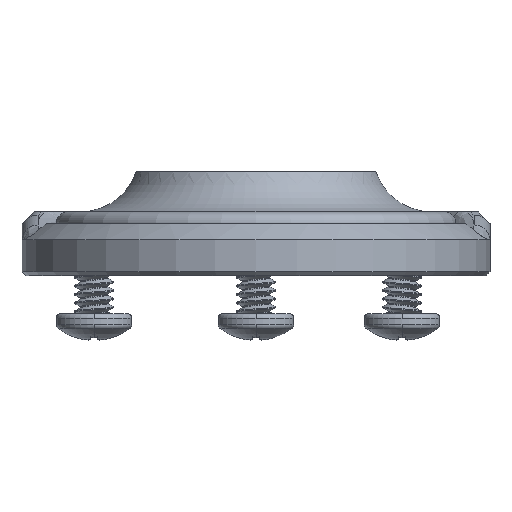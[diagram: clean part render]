
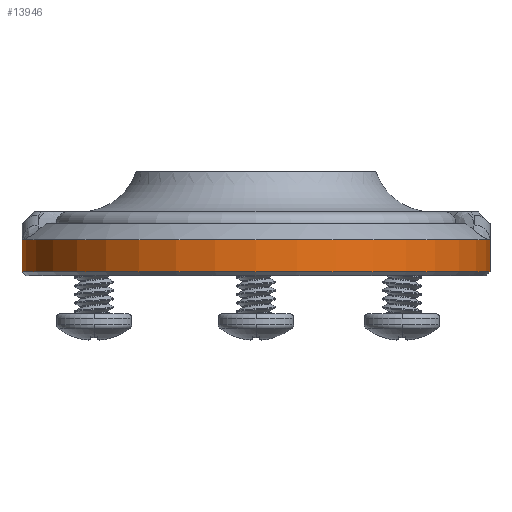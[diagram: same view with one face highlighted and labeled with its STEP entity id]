
A CAD part, front view. The second image highlights one B-rep face of the part: STEP entity #13946.
In plain terms, the highlighted cylindrical face has radius 29.25 mm (diameter 58.5 mm), a partial arc.
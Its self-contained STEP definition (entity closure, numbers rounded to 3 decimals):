
#1152=CYLINDRICAL_SURFACE('',#14895,29.25);
#1736=FACE_OUTER_BOUND('',#2485,.T.);
#2485=EDGE_LOOP('',(#11744,#11745,#11746,#11747));
#3668=LINE('',#26502,#4806);
#3673=LINE('',#26566,#4811);
#4806=VECTOR('',#17322,10.);
#4811=VECTOR('',#17343,10.);
#5480=CIRCLE('',#14896,29.25);
#5481=CIRCLE('',#14897,29.25);
#6630=VERTEX_POINT('',#26497);
#6631=VERTEX_POINT('',#26501);
#6637=VERTEX_POINT('',#26563);
#6638=VERTEX_POINT('',#26565);
#8450=EDGE_CURVE('',#6631,#6630,#3668,.T.);
#8461=EDGE_CURVE('',#6637,#6630,#5480,.T.);
#8462=EDGE_CURVE('',#6638,#6637,#3673,.T.);
#8463=EDGE_CURVE('',#6631,#6638,#5481,.T.);
#11744=ORIENTED_EDGE('',*,*,#8461,.F.);
#11745=ORIENTED_EDGE('',*,*,#8462,.F.);
#11746=ORIENTED_EDGE('',*,*,#8463,.F.);
#11747=ORIENTED_EDGE('',*,*,#8450,.T.);
#13946=ADVANCED_FACE('',(#1736),#1152,.T.);
#14895=AXIS2_PLACEMENT_3D('',#26562,#17339,#17340);
#14896=AXIS2_PLACEMENT_3D('',#26564,#17341,#17342);
#14897=AXIS2_PLACEMENT_3D('',#26567,#17344,#17345);
#17322=DIRECTION('',(0.,0.,1.));
#17339=DIRECTION('center_axis',(0.,0.,1.));
#17340=DIRECTION('ref_axis',(-1.,0.,0.));
#17341=DIRECTION('center_axis',(0.,0.,1.));
#17342=DIRECTION('ref_axis',(-1.,0.,0.));
#17343=DIRECTION('',(0.,0.,1.));
#17344=DIRECTION('center_axis',(0.,0.,-1.));
#17345=DIRECTION('ref_axis',(-1.,0.,0.));
#26497=CARTESIAN_POINT('',(29.25,-94.5,4.5));
#26501=CARTESIAN_POINT('',(29.25,-94.5,0.5));
#26502=CARTESIAN_POINT('',(29.25,-94.5,0.));
#26562=CARTESIAN_POINT('Origin',(0.,-94.5,0.));
#26563=CARTESIAN_POINT('',(-29.25,-94.5,4.5));
#26564=CARTESIAN_POINT('Origin',(0.,-94.5,4.5));
#26565=CARTESIAN_POINT('',(-29.25,-94.5,0.5));
#26566=CARTESIAN_POINT('',(-29.25,-94.5,0.));
#26567=CARTESIAN_POINT('Origin',(0.,-94.5,0.5));
